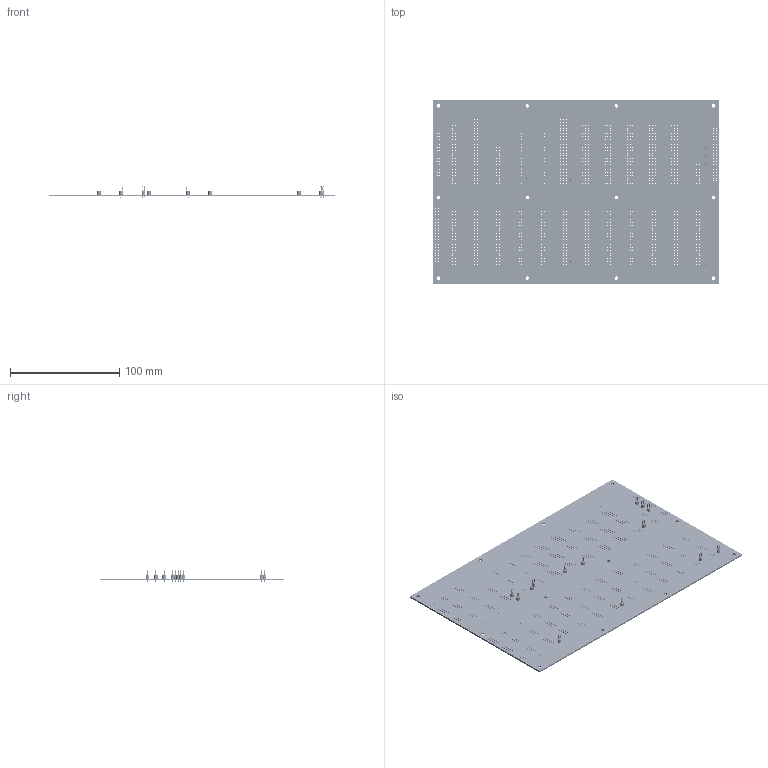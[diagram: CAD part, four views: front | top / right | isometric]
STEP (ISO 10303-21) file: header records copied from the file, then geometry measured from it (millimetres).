
FILE_DESCRIPTION(('Open CASCADE Model'),'2;1');
FILE_NAME('Open CASCADE Shape Model','2022-09-18T09:53:09',('Author'),( 'Open CASCADE'),'Open CASCADE STEP processor 6.8','Open CASCADE 6.8' ,'Unknown');
FILE_SCHEMA(('AUTOMOTIVE_DESIGN { 1 0 10303 214 1 1 1 1 }'));
Length unit declared in the file: millimetre
Products named in the file (18): PCB; Board; Open CASCADE STEP translator 6.8 9.1.1; TP13; keystone-PN5011; TP3; TP12; TP11; TP10; TP15; TP9; TP8; TP7; TP4; TP6; TP5; TP2; TP1
Assembly tree (30 placements, depth 3):
  PCB
    Board
      Open CASCADE STEP translator 6.8 9.1.1
    TP13
      keystone-PN5011
    TP3
      keystone-PN5011
    TP12
      keystone-PN5011
    TP11
      keystone-PN5011
    TP10
      keystone-PN5011
    TP15
      keystone-PN5011
    TP9
      keystone-PN5011
    TP8
      keystone-PN5011
    TP7
      keystone-PN5011
    TP4
      keystone-PN5011
    TP6
      keystone-PN5011
    TP5
      keystone-PN5011
    TP2
      keystone-PN5011
    TP1
      keystone-PN5011
Bounding box: 261.62 x 167.64 x 11.3 mm (x, y, z)
Volume: 70017.9 mm3; surface area: 94512.7 mm2
Topology: 15 solids, 15 shells, 1882 faces, 5416 edges, 3536 vertices
Faces by surface type: cylinder 1400, plane 482
Full cylindrical faces by diameter (mm): 0.9 x1178, 1.6 x14, 3.2 x12
Entity records: 49115 total; most frequent: DIRECTION 8770, CARTESIAN_POINT 7537, ORIENTED_EDGE 7504, EDGE_CURVE 3752, AXIS2_PLACEMENT_3D 3729, FACE_BOUND 3668, EDGE_LOOP 3668, VERTEX_POINT 2496
